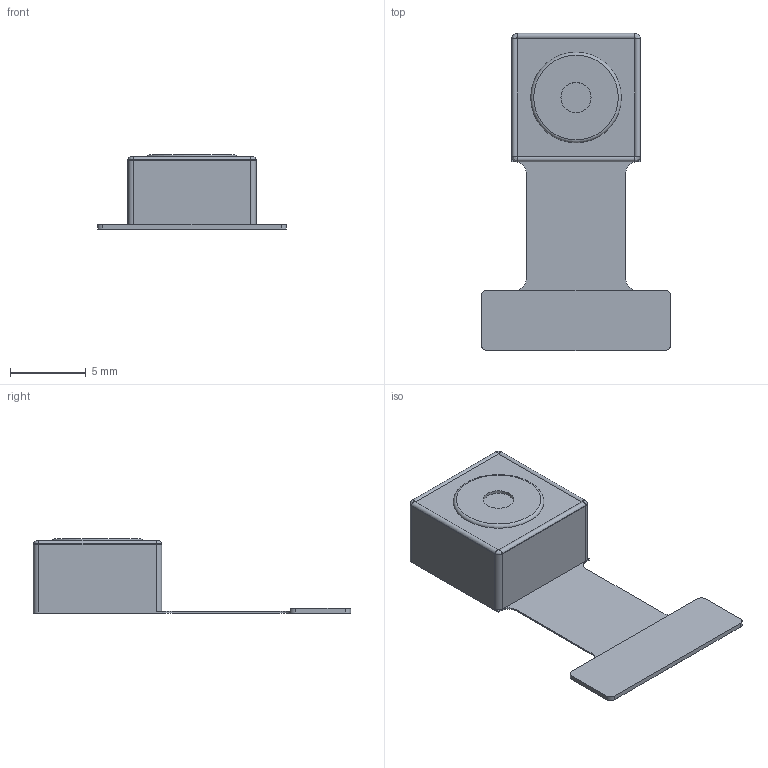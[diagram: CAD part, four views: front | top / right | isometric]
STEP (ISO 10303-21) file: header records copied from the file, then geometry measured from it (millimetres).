
FILE_DESCRIPTION(/* description */ (''),/* implementation_level */ '2;1');
FILE_NAME(/* name */ 'FD5640.step',/* time_stamp */ '2024-05-08T12:27:46+02:00',/* author */ (''),/* organization */ (''),/* preprocessor_version */ 'ST-DEVELOPER v20',/* originating_system */ 'Autodesk Translation Framework v12.20.1.177',/* authorisation */ '');
FILE_SCHEMA (('AUTOMOTIVE_DESIGN { 1 0 10303 214 3 1 1 }'));
Length unit declared in the file: millimetre
Products named in the file (1): FD5640
Bounding box: 12.5 x 21 x 4.92 mm (x, y, z)
Volume: 365.8 mm3; surface area: 529.2 mm2
Topology: 1 solids, 1 shells, 144 faces, 402 edges, 258 vertices
Faces by surface type: plane 114, cylinder 21, bspline 4, sphere 4, torus 1
Full cylindrical faces by diameter (mm): 2 x1
Entity records: 4717 total; most frequent: CARTESIAN_POINT 889, ORIENTED_EDGE 796, DIRECTION 721, EDGE_CURVE 398, LINE 349, VECTOR 349, VERTEX_POINT 258, AXIS2_PLACEMENT_3D 186
